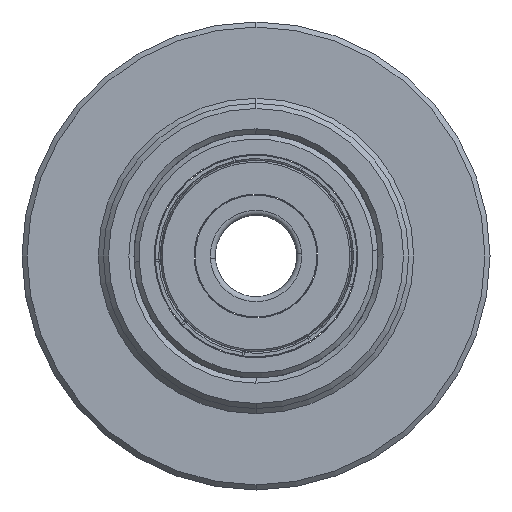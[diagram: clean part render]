
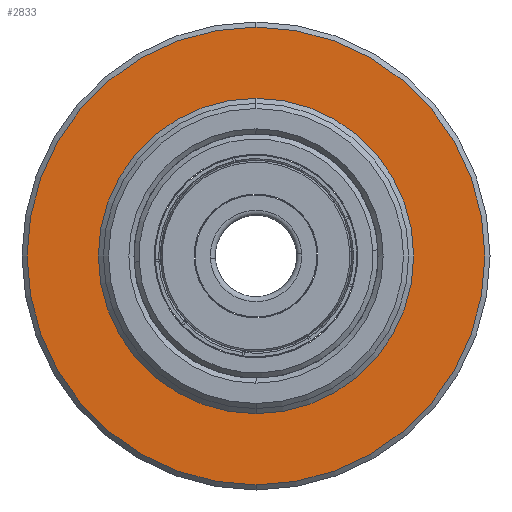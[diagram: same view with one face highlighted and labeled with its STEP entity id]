
A CAD part, left-side view. The second image highlights one B-rep face of the part: STEP entity #2833.
In plain terms, the highlighted planar face has unit normal (-1, 0, 0).
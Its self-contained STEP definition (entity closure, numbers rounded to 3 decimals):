
#151 = CIRCLE ( 'NONE', #2988, 15.5 ) ;
#170 = CARTESIAN_POINT ( 'NONE',  ( 13.1, 0., -15.5 ) ) ;
#322 = VERTEX_POINT ( 'NONE', #1114 ) ;
#350 = DIRECTION ( 'NONE',  ( 0., 0., 1. ) ) ;
#370 = CARTESIAN_POINT ( 'NONE',  ( 13.1, 0., 0. ) ) ;
#383 = CIRCLE ( 'NONE', #902, 22.5 ) ;
#398 = VERTEX_POINT ( 'NONE', #4012 ) ;
#462 = CIRCLE ( 'NONE', #1953, 22.5 ) ;
#580 = FACE_BOUND ( 'NONE', #1853, .T. ) ;
#604 = EDGE_CURVE ( 'NONE', #1269, #398, #151, .T. ) ;
#699 = AXIS2_PLACEMENT_3D ( 'NONE', #2570, #3254, #3609 ) ;
#827 = EDGE_LOOP ( 'NONE', ( #4138, #2044 ) ) ;
#902 = AXIS2_PLACEMENT_3D ( 'NONE', #2402, #4256, #996 ) ;
#996 = DIRECTION ( 'NONE',  ( 0., 0., 1. ) ) ;
#1087 = DIRECTION ( 'NONE',  ( -1., 0., 0. ) ) ;
#1114 = CARTESIAN_POINT ( 'NONE',  ( 13.1, 0., -22.5 ) ) ;
#1220 = ORIENTED_EDGE ( 'NONE', *, *, #3361, .T. ) ;
#1269 = VERTEX_POINT ( 'NONE', #170 ) ;
#1661 = AXIS2_PLACEMENT_3D ( 'NONE', #3476, #4146, #2367 ) ;
#1718 = CARTESIAN_POINT ( 'NONE',  ( 13.1, 0., 22.5 ) ) ;
#1853 = EDGE_LOOP ( 'NONE', ( #3889, #1220 ) ) ;
#1931 = EDGE_CURVE ( 'NONE', #3209, #322, #383, .T. ) ;
#1953 = AXIS2_PLACEMENT_3D ( 'NONE', #370, #1087, #350 ) ;
#2044 = ORIENTED_EDGE ( 'NONE', *, *, #1931, .T. ) ;
#2051 = PLANE ( 'NONE',  #1661 ) ;
#2367 = DIRECTION ( 'NONE',  ( 0., 0., 1. ) ) ;
#2402 = CARTESIAN_POINT ( 'NONE',  ( 13.1, 0., 0. ) ) ;
#2570 = CARTESIAN_POINT ( 'NONE',  ( 13.1, 0., 0. ) ) ;
#2765 = EDGE_CURVE ( 'NONE', #322, #3209, #462, .T. ) ;
#2833 = ADVANCED_FACE ( 'NONE', ( #580, #3825 ), #2051, .T. ) ;
#2864 = CARTESIAN_POINT ( 'NONE',  ( 13.1, 0., 0. ) ) ;
#2988 = AXIS2_PLACEMENT_3D ( 'NONE', #2864, #4604, #3887 ) ;
#3209 = VERTEX_POINT ( 'NONE', #1718 ) ;
#3254 = DIRECTION ( 'NONE',  ( 1., 0., 0. ) ) ;
#3361 = EDGE_CURVE ( 'NONE', #398, #1269, #4042, .T. ) ;
#3476 = CARTESIAN_POINT ( 'NONE',  ( 13.1, -23., 0. ) ) ;
#3609 = DIRECTION ( 'NONE',  ( 0., 0., 1. ) ) ;
#3825 = FACE_OUTER_BOUND ( 'NONE', #827, .T. ) ;
#3887 = DIRECTION ( 'NONE',  ( 0., 0., 1. ) ) ;
#3889 = ORIENTED_EDGE ( 'NONE', *, *, #604, .T. ) ;
#4012 = CARTESIAN_POINT ( 'NONE',  ( 13.1, 0., 15.5 ) ) ;
#4042 = CIRCLE ( 'NONE', #699, 15.5 ) ;
#4138 = ORIENTED_EDGE ( 'NONE', *, *, #2765, .T. ) ;
#4146 = DIRECTION ( 'NONE',  ( -1., 0., 0. ) ) ;
#4256 = DIRECTION ( 'NONE',  ( -1., 0., 0. ) ) ;
#4604 = DIRECTION ( 'NONE',  ( 1., 0., 0. ) ) ;
